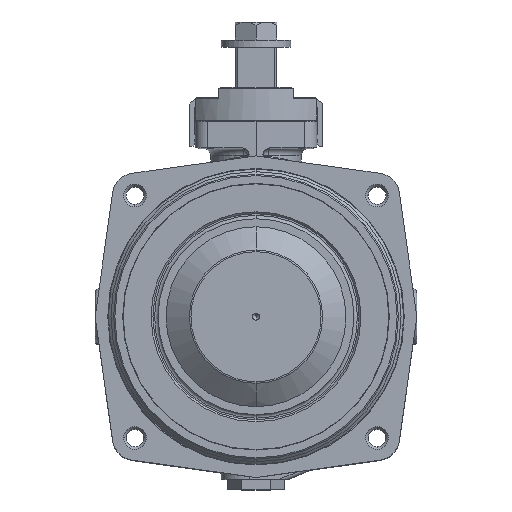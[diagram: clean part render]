
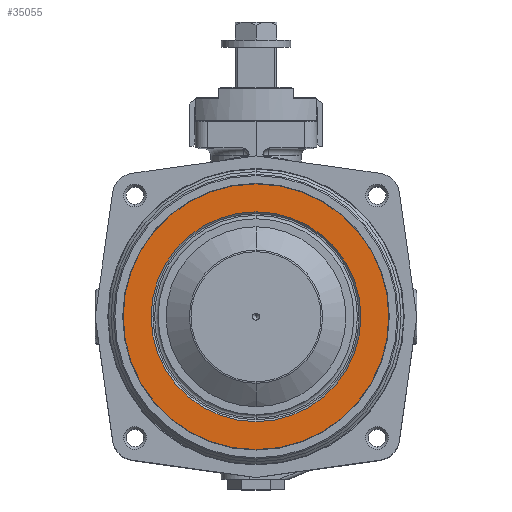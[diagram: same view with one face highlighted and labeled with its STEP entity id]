
A CAD part, top view. The second image highlights one B-rep face of the part: STEP entity #35055.
In plain terms, the highlighted planar face has unit normal (0, 0, 1).
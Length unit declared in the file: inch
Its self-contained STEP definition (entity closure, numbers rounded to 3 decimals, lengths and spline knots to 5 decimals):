
#14711=CARTESIAN_POINT('',(0.,0.,1.977));
#14712=DIRECTION('',(0.,0.,1.));
#14713=DIRECTION('',(0.,1.,0.));
#14714=AXIS2_PLACEMENT_3D('',#14711,#14712,#14713);
#14724=CARTESIAN_POINT('',(0.,0.,1.977));
#14725=DIRECTION('',(0.,0.,-1.));
#14726=DIRECTION('',(0.,1.,0.));
#14727=AXIS2_PLACEMENT_3D('',#14724,#14725,#14726);
#14729=CARTESIAN_POINT('',(0.,0.,1.977));
#14730=DIRECTION('',(0.,0.,1.));
#14731=DIRECTION('',(0.,1.,0.));
#14732=AXIS2_PLACEMENT_3D('',#14729,#14730,#14731);
#14734=CARTESIAN_POINT('',(0.,0.,1.977));
#14735=DIRECTION('',(0.,0.,-1.));
#14736=DIRECTION('',(0.,1.,0.));
#14737=AXIS2_PLACEMENT_3D('',#14734,#14735,#14736);
#19906=CARTESIAN_POINT('',(0.,1.875,1.977));
#19908=VERTEX_POINT('',#19906);
#19909=CARTESIAN_POINT('',(0.,2.375,1.977));
#19911=VERTEX_POINT('',#19909);
#19928=CARTESIAN_POINT('',(0.,-1.875,1.977));
#19930=VERTEX_POINT('',#19928);
#19931=CARTESIAN_POINT('',(0.,-2.375,1.977));
#19933=VERTEX_POINT('',#19931);
#35040=CARTESIAN_POINT('',(0.,0.,1.977));
#35041=DIRECTION('',(0.,0.,1.));
#35042=DIRECTION('',(0.,1.,0.));
#35043=AXIS2_PLACEMENT_3D('',#35040,#35041,#35042);
#35044=PLANE('',#35043);
#35045=ORIENTED_EDGE('',*,*,#35035,.T.);
#35046=ORIENTED_EDGE('',*,*,#35019,.F.);
#35047=EDGE_LOOP('',(#35045,#35046));
#35048=FACE_OUTER_BOUND('',#35047,.F.);
#35050=ORIENTED_EDGE('',*,*,#35049,.T.);
#35052=ORIENTED_EDGE('',*,*,#35051,.F.);
#35053=EDGE_LOOP('',(#35050,#35052));
#35054=FACE_BOUND('',#35053,.F.);
#35055=ADVANCED_FACE('',(#35048,#35054),#35044,.T.);
#14715=CIRCLE('',#14714,2.375);
#14728=CIRCLE('',#14727,2.375);
#14733=CIRCLE('',#14732,1.875);
#14738=CIRCLE('',#14737,1.875);
#35019=EDGE_CURVE('',#19911,#19933,#14715,.T.);
#35035=EDGE_CURVE('',#19911,#19933,#14728,.T.);
#35049=EDGE_CURVE('',#19908,#19930,#14733,.T.);
#35051=EDGE_CURVE('',#19908,#19930,#14738,.T.);
